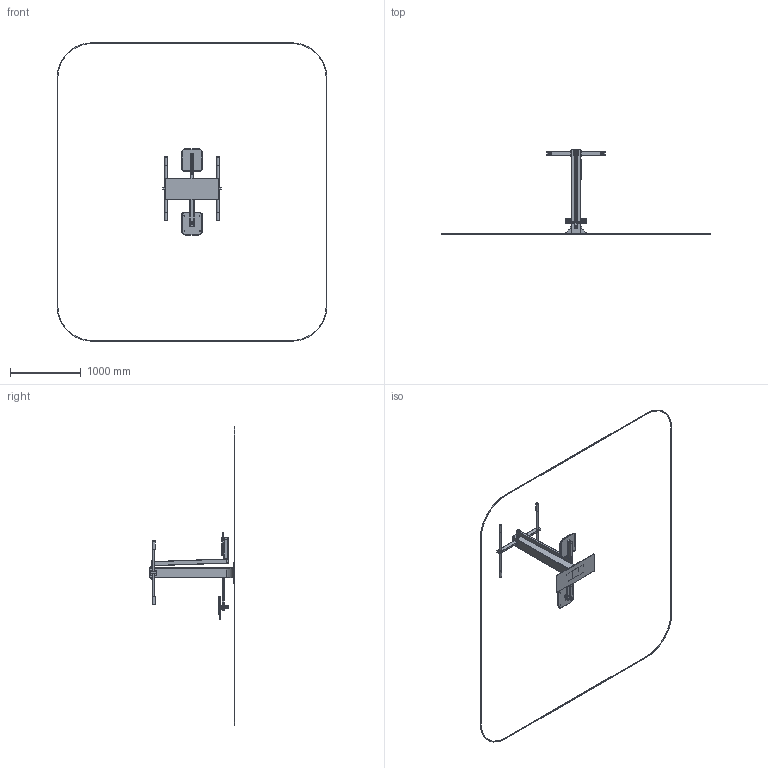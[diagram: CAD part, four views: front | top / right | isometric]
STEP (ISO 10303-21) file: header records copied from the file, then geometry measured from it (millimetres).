
FILE_DESCRIPTION(('STEP AP214'), '1');
FILE_NAME('óëè÷íûé òðåíàæåð_Ìÿòíèêîâûé', '', ('UNSPECIFIED'), ('UNSPECIFIED'), 'C3D Converter', 'C3D Toolkit', '');
FILE_SCHEMA(('AUTOMOTIVE_DESIGN { 1 0 10303 214 3 1 1}'));
Length unit declared in the file: millimetre
Products named in the file (51): УТ-18-23-00.00; УТ-18-23-01.00; УТ-18.00.01.04; УТ-18.00.01.01; УТ-19Н опора (2020); УТ-18.00.01.02; УТ-23-02.00.00; УТ-02.1.14.01.01.00; ФК-03.03; УТ-10.1Н.00.01.02; УТН-03Г.00.00.01; УТ-18.03.00.00; УТ-18Н.1.14.02.01.00; НФ-00002187; УТ-18-23-04.00.00; УТ-18Н.1.14.05.01.00; УТ-26Н.1.14.05.01.03; УТ-18Н.1.14.05.01.04; УТ-02Н.1.14.05.01.01
Assembly tree (74 placements, depth 4):
  УТ-18-23-00.00
    УТ-18-23-01.00
      УТ-18.00.01.04
      УТ-18.00.01.01
      (unnamed)  x4
      (unnamed)  x2
      УТ-19Н опора (2020)
      УТ-18.00.01.02
      (unnamed)
    УТ-23-02.00.00
      УТ-02.1.14.01.01.00
        (unnamed)
        (unnamed)
        (unnamed)
        (unnamed)
      (unnamed)
    (unnamed)
    (unnamed)  x2
    (unnamed)  x2
      (unnamed)
        ФК-03.03  x6
        (unnamed)  x2
        (unnamed)  x3
      (unnamed)
        (unnamed)
        (unnamed)
        (unnamed)
    (unnamed)
      (unnamed)
        УТ-10.1Н.00.01.02
        (unnamed)
    (unnamed)
    (unnamed)
      (unnamed)
        УТ-10.1Н.00.01.02
        (unnamed)
    (unnamed)
    УТН-03Г.00.00.01
    УТ-18.03.00.00
      УТ-18Н.1.14.02.01.00
        (unnamed)
        (unnamed)
      (unnamed)
    (unnamed)
    НФ-00002187
    УТ-18-23-04.00.00  x2
      УТ-18Н.1.14.05.01.00
        УТ-26Н.1.14.05.01.03
        УТ-18Н.1.14.05.01.04
        УТ-02Н.1.14.05.01.01
        (unnamed)  x2
      (unnamed)
      (unnamed)
Bounding box: 3826 x 1212 x 4230.68 mm (x, y, z)
Volume: 12409195.9 mm3; surface area: 4841603.8 mm2
Topology: 48 solids, 48 shells, 846 faces, 2028 edges, 1322 vertices
Faces by surface type: plane 440, cylinder 306, torus 55, cone 37, bspline 8
Full cylindrical faces by diameter (mm): 7 x4, 8.376 x1, 10 x1, 11 x1, 12 x1, 18 x1, 28 x1, 28.4 x2, 29 x1, 30 x4, 31 x1, 32 x6, 33 x1, 34 x6, 35 x5, 36 x1, 37 x6, 40 x6, 43 x2, 44 x2, 48 x3, 55 x3, 58 x2, 64 x2, 65 x1
Entity records: 32309 total; most frequent: CARTESIAN_POINT 6739, DIRECTION 3663, ORIENTED_EDGE 3194, EDGE_CURVE 1597, AXIS2_PLACEMENT_3D 1372, VERTEX_POINT 1096, LINE 919, VECTOR 919
